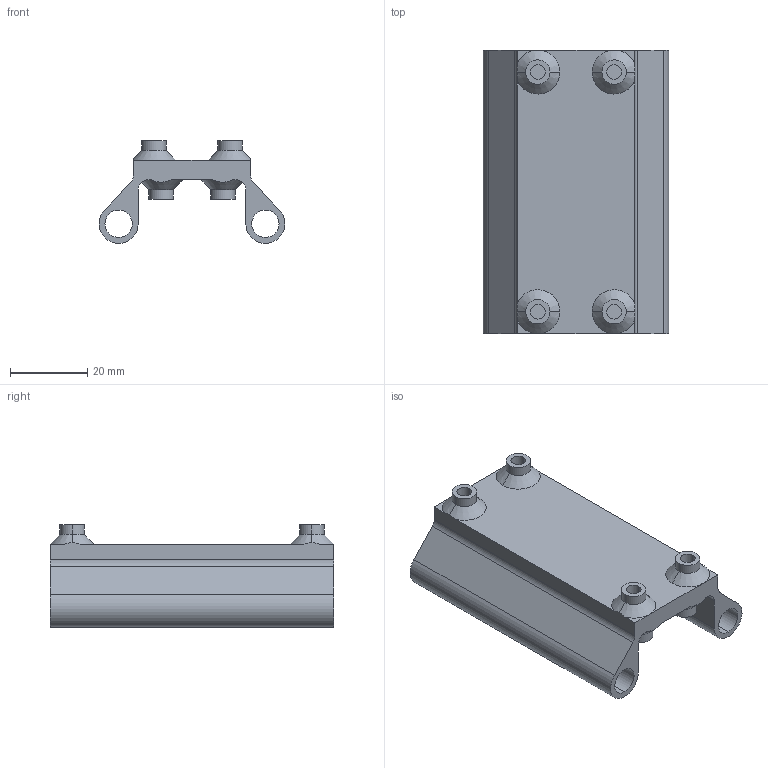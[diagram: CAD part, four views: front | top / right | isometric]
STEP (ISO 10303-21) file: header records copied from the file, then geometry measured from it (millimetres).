
FILE_DESCRIPTION (( 'STEP AP214' ), '1' );
FILE_NAME ('Fluctus Sled.STEP', '2025-11-05T19:17:34', ( '' ), ( '' ), 'SwSTEP 2.0', 'SolidWorks 2025', '' );
FILE_SCHEMA (( 'AUTOMOTIVE_DESIGN' ));
Length unit declared in the file: inch
Products named in the file (1): Fluctus Sled
Bounding box: 48.24 x 73.66 x 26.67 mm (x, y, z)
Volume: 24085.5 mm3; surface area: 16116.4 mm2
Topology: 1 solids, 1 shells, 92 faces, 226 edges, 144 vertices
Faces by surface type: cylinder 44, plane 32, cone 16
Entity records: 2873 total; most frequent: CARTESIAN_POINT 597, DIRECTION 504, ORIENTED_EDGE 452, EDGE_CURVE 226, AXIS2_PLACEMENT_3D 203, VERTEX_POINT 144, CIRCLE 110, EDGE_LOOP 104
